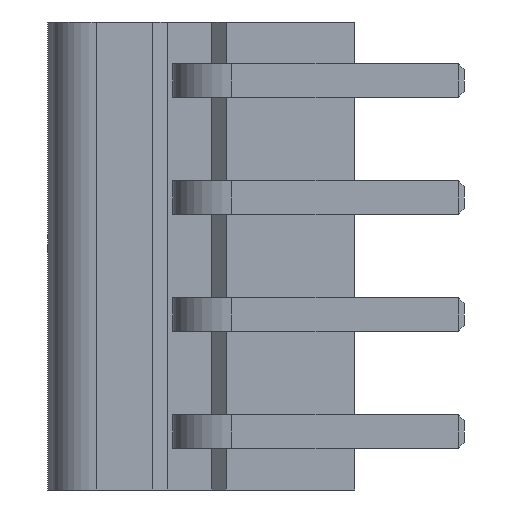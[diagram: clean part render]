
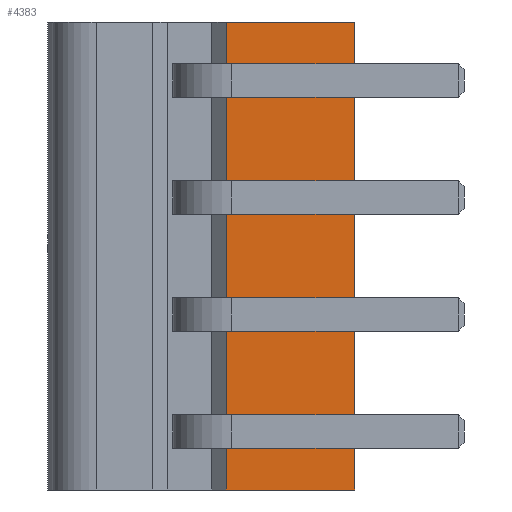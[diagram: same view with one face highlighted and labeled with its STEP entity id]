
A CAD part, front view. The second image highlights one B-rep face of the part: STEP entity #4383.
In plain terms, the highlighted planar face has unit normal (0, -1, 0).
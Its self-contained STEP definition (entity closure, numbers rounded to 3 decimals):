
#85 = ORIENTED_EDGE ( 'NONE', *, *, #2406, .F. ) ;
#238 = LINE ( 'NONE', #3442, #720 ) ;
#301 = ORIENTED_EDGE ( 'NONE', *, *, #701, .T. ) ;
#429 = LINE ( 'NONE', #3361, #3913 ) ;
#633 = AXIS2_PLACEMENT_3D ( 'NONE', #3838, #1691, #1291 ) ;
#649 = EDGE_LOOP ( 'NONE', ( #3027, #85, #301, #1818 ) ) ;
#701 = EDGE_CURVE ( 'NONE', #2932, #3648, #2328, .T. ) ;
#720 = VECTOR ( 'NONE', #3785, 1000. ) ;
#1079 = EDGE_CURVE ( 'NONE', #2701, #3294, #2269, .T. ) ;
#1189 = VECTOR ( 'NONE', #2410, 1000. ) ;
#1291 = DIRECTION ( 'NONE',  ( 0., 0., -1. ) ) ;
#1293 = CARTESIAN_POINT ( 'NONE',  ( 0., 0., -7.92 ) ) ;
#1400 = FACE_OUTER_BOUND ( 'NONE', #649, .T. ) ;
#1401 = CARTESIAN_POINT ( 'NONE',  ( -4.35, 0., 7.92 ) ) ;
#1691 = DIRECTION ( 'NONE',  ( 0., -1., 0. ) ) ;
#1818 = ORIENTED_EDGE ( 'NONE', *, *, #3682, .T. ) ;
#1946 = DIRECTION ( 'NONE',  ( 1., 0., 0. ) ) ;
#2002 = PLANE ( 'NONE',  #633 ) ;
#2269 = LINE ( 'NONE', #1293, #1189 ) ;
#2274 = VECTOR ( 'NONE', #2896, 1000. ) ;
#2328 = LINE ( 'NONE', #3235, #2274 ) ;
#2406 = EDGE_CURVE ( 'NONE', #2932, #2701, #429, .T. ) ;
#2410 = DIRECTION ( 'NONE',  ( 0., 0., -1. ) ) ;
#2701 = VERTEX_POINT ( 'NONE', #2719 ) ;
#2719 = CARTESIAN_POINT ( 'NONE',  ( 0., 0., 7.92 ) ) ;
#2740 = CARTESIAN_POINT ( 'NONE',  ( -4.35, 0., -7.92 ) ) ;
#2896 = DIRECTION ( 'NONE',  ( 0., 0., -1. ) ) ;
#2932 = VERTEX_POINT ( 'NONE', #1401 ) ;
#3027 = ORIENTED_EDGE ( 'NONE', *, *, #1079, .F. ) ;
#3099 = CARTESIAN_POINT ( 'NONE',  ( 0., 0., -7.92 ) ) ;
#3235 = CARTESIAN_POINT ( 'NONE',  ( -4.35, 0., -7.92 ) ) ;
#3294 = VERTEX_POINT ( 'NONE', #3099 ) ;
#3361 = CARTESIAN_POINT ( 'NONE',  ( -8.25, 0., 7.92 ) ) ;
#3442 = CARTESIAN_POINT ( 'NONE',  ( -8.25, 0., -7.92 ) ) ;
#3648 = VERTEX_POINT ( 'NONE', #2740 ) ;
#3682 = EDGE_CURVE ( 'NONE', #3648, #3294, #238, .T. ) ;
#3785 = DIRECTION ( 'NONE',  ( 1., 0., 0. ) ) ;
#3838 = CARTESIAN_POINT ( 'NONE',  ( 0., 0., -7.92 ) ) ;
#3913 = VECTOR ( 'NONE', #1946, 1000. ) ;
#4383 = ADVANCED_FACE ( 'NONE', ( #1400 ), #2002, .T. ) ;
